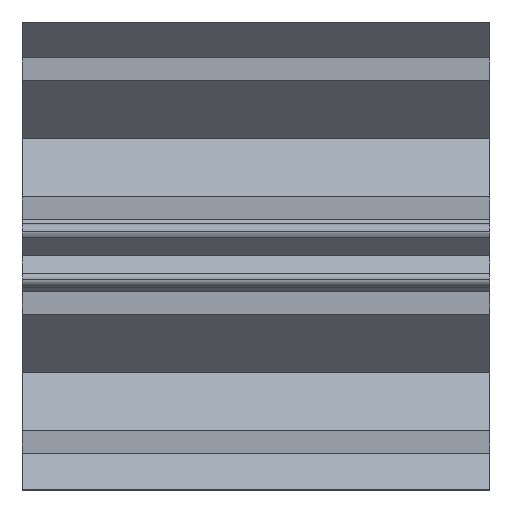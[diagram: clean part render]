
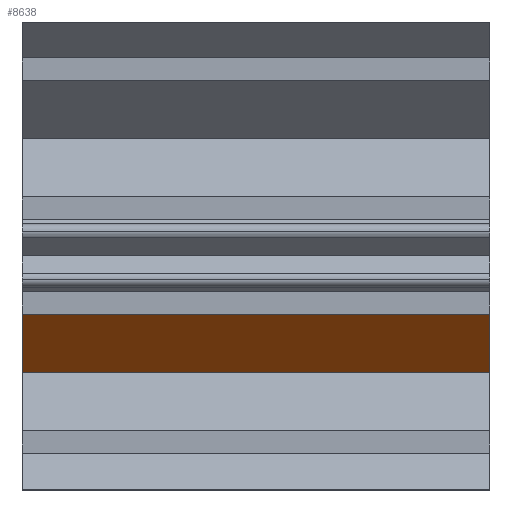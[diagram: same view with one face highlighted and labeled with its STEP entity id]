
A CAD part, top view. The second image highlights one B-rep face of the part: STEP entity #8638.
In plain terms, the highlighted planar face has unit normal (0, -0.707, 0.707).
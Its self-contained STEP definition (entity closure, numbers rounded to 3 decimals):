
#44 = PLANE('',#45);
#45 = AXIS2_PLACEMENT_3D('',#46,#47,#48);
#46 = CARTESIAN_POINT('',(5.,-5.,-5.));
#47 = DIRECTION('',(1.,0.,-0.));
#48 = DIRECTION('',(0.,0.,1.));
#98 = PLANE('',#99);
#99 = AXIS2_PLACEMENT_3D('',#100,#101,#102);
#100 = CARTESIAN_POINT('',(-5.,-5.,-5.));
#101 = DIRECTION('',(1.,0.,-0.));
#102 = DIRECTION('',(0.,0.,1.));
#2192 = VERTEX_POINT('',#2193);
#2193 = CARTESIAN_POINT('',(5.,-1.256,5.));
#2207 = PLANE('',#2208);
#2208 = AXIS2_PLACEMENT_3D('',#2209,#2210,#2211);
#2209 = CARTESIAN_POINT('',(-5.,-5.,5.));
#2210 = DIRECTION('',(0.,0.,1.));
#2211 = DIRECTION('',(1.,0.,-0.));
#2219 = EDGE_CURVE('',#2192,#2220,#2222,.T.);
#2220 = VERTEX_POINT('',#2221);
#2221 = CARTESIAN_POINT('',(5.,-2.5,3.756));
#2222 = SURFACE_CURVE('',#2223,(#2227,#2234),.PCURVE_S1.);
#2223 = LINE('',#2224,#2225);
#2224 = CARTESIAN_POINT('',(5.,-0.628,5.628));
#2225 = VECTOR('',#2226,1.);
#2226 = DIRECTION('',(0.,-0.707,-0.707));
#2227 = PCURVE('',#44,#2228);
#2228 = DEFINITIONAL_REPRESENTATION('',(#2229),#2233);
#2229 = LINE('',#2230,#2231);
#2230 = CARTESIAN_POINT('',(10.628,-4.372));
#2231 = VECTOR('',#2232,1.);
#2232 = DIRECTION('',(-0.707,0.707));
#2233 = ( GEOMETRIC_REPRESENTATION_CONTEXT(2) 
PARAMETRIC_REPRESENTATION_CONTEXT() REPRESENTATION_CONTEXT('2D SPACE',''
  ) );
#2234 = PCURVE('',#2235,#2240);
#2235 = PLANE('',#2236);
#2236 = AXIS2_PLACEMENT_3D('',#2237,#2238,#2239);
#2237 = CARTESIAN_POINT('',(0.,-3.128,3.128));
#2238 = DIRECTION('',(0.,0.707,-0.707));
#2239 = DIRECTION('',(0.,0.707,0.707));
#2240 = DEFINITIONAL_REPRESENTATION('',(#2241),#2245);
#2241 = LINE('',#2242,#2243);
#2242 = CARTESIAN_POINT('',(3.536,5.));
#2243 = VECTOR('',#2244,1.);
#2244 = DIRECTION('',(-1.,0.));
#2245 = ( GEOMETRIC_REPRESENTATION_CONTEXT(2) 
PARAMETRIC_REPRESENTATION_CONTEXT() REPRESENTATION_CONTEXT('2D SPACE',''
  ) );
#2263 = PLANE('',#2264);
#2264 = AXIS2_PLACEMENT_3D('',#2265,#2266,#2267);
#2265 = CARTESIAN_POINT('',(0.,0.628,0.628));
#2266 = DIRECTION('',(0.,0.707,0.707));
#2267 = DIRECTION('',(0.,0.707,-0.707));
#6173 = VERTEX_POINT('',#6174);
#6174 = CARTESIAN_POINT('',(-5.,-1.256,5.));
#6195 = EDGE_CURVE('',#6196,#6173,#6198,.T.);
#6196 = VERTEX_POINT('',#6197);
#6197 = CARTESIAN_POINT('',(-5.,-2.5,3.756));
#6198 = SURFACE_CURVE('',#6199,(#6203,#6210),.PCURVE_S1.);
#6199 = LINE('',#6200,#6201);
#6200 = CARTESIAN_POINT('',(-5.,-5.628,0.628));
#6201 = VECTOR('',#6202,1.);
#6202 = DIRECTION('',(0.,0.707,0.707));
#6203 = PCURVE('',#98,#6204);
#6204 = DEFINITIONAL_REPRESENTATION('',(#6205),#6209);
#6205 = LINE('',#6206,#6207);
#6206 = CARTESIAN_POINT('',(5.628,0.628));
#6207 = VECTOR('',#6208,1.);
#6208 = DIRECTION('',(0.707,-0.707));
#6209 = ( GEOMETRIC_REPRESENTATION_CONTEXT(2) 
PARAMETRIC_REPRESENTATION_CONTEXT() REPRESENTATION_CONTEXT('2D SPACE',''
  ) );
#6210 = PCURVE('',#2235,#6211);
#6211 = DEFINITIONAL_REPRESENTATION('',(#6212),#6216);
#6212 = LINE('',#6213,#6214);
#6213 = CARTESIAN_POINT('',(-3.536,-5.));
#6214 = VECTOR('',#6215,1.);
#6215 = DIRECTION('',(1.,0.));
#6216 = ( GEOMETRIC_REPRESENTATION_CONTEXT(2) 
PARAMETRIC_REPRESENTATION_CONTEXT() REPRESENTATION_CONTEXT('2D SPACE',''
  ) );
#8618 = EDGE_CURVE('',#2220,#6196,#8619,.T.);
#8619 = SURFACE_CURVE('',#8620,(#8624,#8630),.PCURVE_S1.);
#8620 = LINE('',#8621,#8622);
#8621 = CARTESIAN_POINT('',(0.,-2.5,3.756));
#8622 = VECTOR('',#8623,1.);
#8623 = DIRECTION('',(-1.,0.,0.));
#8624 = PCURVE('',#2263,#8625);
#8625 = DEFINITIONAL_REPRESENTATION('',(#8626),#8629);
#8626 = B_SPLINE_CURVE_WITH_KNOTS('',1,(#8627,#8628),.UNSPECIFIED.,.F.,
  .F.,(2,2),(-5.,5.),.PIECEWISE_BEZIER_KNOTS.);
#8627 = CARTESIAN_POINT('',(-4.423,-5.));
#8628 = CARTESIAN_POINT('',(-4.423,5.));
#8629 = ( GEOMETRIC_REPRESENTATION_CONTEXT(2) 
PARAMETRIC_REPRESENTATION_CONTEXT() REPRESENTATION_CONTEXT('2D SPACE',''
  ) );
#8630 = PCURVE('',#2235,#8631);
#8631 = DEFINITIONAL_REPRESENTATION('',(#8632),#8635);
#8632 = B_SPLINE_CURVE_WITH_KNOTS('',1,(#8633,#8634),.UNSPECIFIED.,.F.,
  .F.,(2,2),(-5.,5.),.PIECEWISE_BEZIER_KNOTS.);
#8633 = CARTESIAN_POINT('',(0.888,5.));
#8634 = CARTESIAN_POINT('',(0.888,-5.));
#8635 = ( GEOMETRIC_REPRESENTATION_CONTEXT(2) 
PARAMETRIC_REPRESENTATION_CONTEXT() REPRESENTATION_CONTEXT('2D SPACE',''
  ) );
#8638 = ADVANCED_FACE('',(#8639),#2235,.F.);
#8639 = FACE_BOUND('',#8640,.F.);
#8640 = EDGE_LOOP('',(#8641,#8660,#8661,#8662));
#8641 = ORIENTED_EDGE('',*,*,#8642,.T.);
#8642 = EDGE_CURVE('',#6173,#2192,#8643,.T.);
#8643 = SURFACE_CURVE('',#8644,(#8648,#8654),.PCURVE_S1.);
#8644 = LINE('',#8645,#8646);
#8645 = CARTESIAN_POINT('',(-2.5,-1.256,5.));
#8646 = VECTOR('',#8647,1.);
#8647 = DIRECTION('',(1.,-0.,0.));
#8648 = PCURVE('',#2235,#8649);
#8649 = DEFINITIONAL_REPRESENTATION('',(#8650),#8653);
#8650 = B_SPLINE_CURVE_WITH_KNOTS('',1,(#8651,#8652),.UNSPECIFIED.,.F.,
  .F.,(2,2),(-2.5,7.5),.PIECEWISE_BEZIER_KNOTS.);
#8651 = CARTESIAN_POINT('',(2.648,-5.));
#8652 = CARTESIAN_POINT('',(2.648,5.));
#8653 = ( GEOMETRIC_REPRESENTATION_CONTEXT(2) 
PARAMETRIC_REPRESENTATION_CONTEXT() REPRESENTATION_CONTEXT('2D SPACE',''
  ) );
#8654 = PCURVE('',#2207,#8655);
#8655 = DEFINITIONAL_REPRESENTATION('',(#8656),#8659);
#8656 = B_SPLINE_CURVE_WITH_KNOTS('',1,(#8657,#8658),.UNSPECIFIED.,.F.,
  .F.,(2,2),(-2.5,7.5),.PIECEWISE_BEZIER_KNOTS.);
#8657 = CARTESIAN_POINT('',(0.,3.744));
#8658 = CARTESIAN_POINT('',(10.,3.744));
#8659 = ( GEOMETRIC_REPRESENTATION_CONTEXT(2) 
PARAMETRIC_REPRESENTATION_CONTEXT() REPRESENTATION_CONTEXT('2D SPACE',''
  ) );
#8660 = ORIENTED_EDGE('',*,*,#2219,.T.);
#8661 = ORIENTED_EDGE('',*,*,#8618,.T.);
#8662 = ORIENTED_EDGE('',*,*,#6195,.T.);
